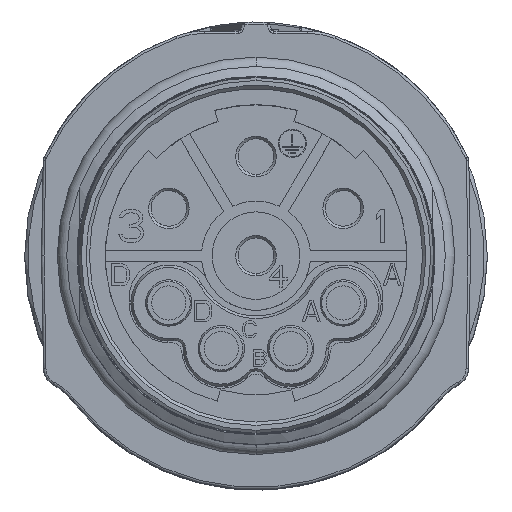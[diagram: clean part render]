
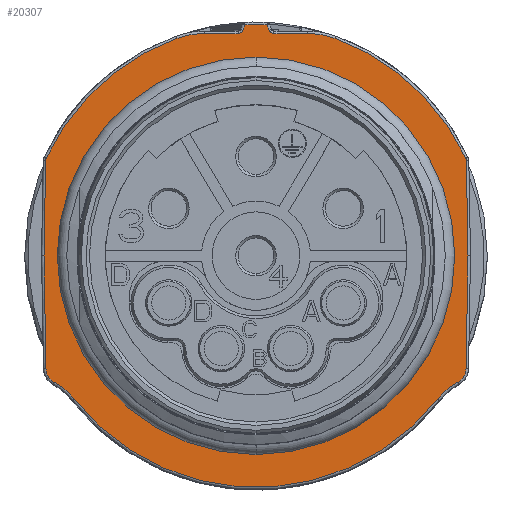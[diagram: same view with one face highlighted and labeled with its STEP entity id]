
A CAD part, top view. The second image highlights one B-rep face of the part: STEP entity #20307.
In plain terms, the highlighted planar face has unit normal (0, 0, 1).
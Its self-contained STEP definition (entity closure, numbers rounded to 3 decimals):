
#6650=CARTESIAN_POINT('',(3.124,8.6,-0.05));
#6651=DIRECTION('',(0.,0.,1.));
#6652=DIRECTION('',(0.341,0.94,0.));
#6653=AXIS2_PLACEMENT_3D('',#6650,#6651,#6652);
#6655=CARTESIAN_POINT('',(0.,0.,-0.05));
#6656=DIRECTION('',(0.,0.,1.));
#6657=DIRECTION('',(0.907,0.422,0.));
#6658=AXIS2_PLACEMENT_3D('',#6655,#6656,#6657);
#6660=CARTESIAN_POINT('',(12.374,5.762,-0.05));
#6661=DIRECTION('',(0.,0.,1.));
#6662=DIRECTION('',(1.,0.017,0.));
#6663=AXIS2_PLACEMENT_3D('',#6660,#6661,#6662);
#6665=DIRECTION('',(-0.017,1.,0.));
#6666=VECTOR('',#6665,5.769);
#6667=CARTESIAN_POINT('',(12.825,0.,-0.05));
#6668=LINE('',#6667,#6666);
#6669=DIRECTION('',(0.017,1.,0.));
#6670=VECTOR('',#6669,6.818);
#6671=CARTESIAN_POINT('',(12.706,-6.817,-0.05));
#6672=LINE('',#6671,#6670);
#6673=CARTESIAN_POINT('',(11.756,-6.8,-0.05));
#6674=DIRECTION('',(0.,0.,1.));
#6675=DIRECTION('',(0.487,-0.873,0.));
#6676=AXIS2_PLACEMENT_3D('',#6673,#6674,#6675);
#6678=CARTESIAN_POINT('',(14.239,-11.255,-0.05));
#6679=DIRECTION('',(0.,0.,-1.));
#6680=DIRECTION('',(-0.785,0.62,0.));
#6681=AXIS2_PLACEMENT_3D('',#6678,#6679,#6680);
#6683=CARTESIAN_POINT('',(0.,0.,-0.05));
#6684=DIRECTION('',(0.,0.,1.));
#6685=DIRECTION('',(-0.785,-0.62,0.));
#6686=AXIS2_PLACEMENT_3D('',#6683,#6684,#6685);
#6688=CARTESIAN_POINT('',(-14.239,-11.255,-0.05));
#6689=DIRECTION('',(0.,0.,-1.));
#6690=DIRECTION('',(0.487,0.873,0.));
#6691=AXIS2_PLACEMENT_3D('',#6688,#6689,#6690);
#6693=CARTESIAN_POINT('',(-11.756,-6.8,-0.05));
#6694=DIRECTION('',(0.,0.,1.));
#6695=DIRECTION('',(-1.,-0.017,0.));
#6696=AXIS2_PLACEMENT_3D('',#6693,#6694,#6695);
#6698=DIRECTION('',(0.017,-1.,0.));
#6699=VECTOR('',#6698,6.818);
#6700=CARTESIAN_POINT('',(-12.825,0.,-0.05));
#6701=LINE('',#6700,#6699);
#6702=DIRECTION('',(-0.017,-1.,0.));
#6703=VECTOR('',#6702,5.769);
#6704=CARTESIAN_POINT('',(-12.724,5.768,-0.05));
#6705=LINE('',#6704,#6703);
#6706=CARTESIAN_POINT('',(-12.374,5.762,-0.05));
#6707=DIRECTION('',(0.,0.,1.));
#6708=DIRECTION('',(-0.907,0.422,0.));
#6709=AXIS2_PLACEMENT_3D('',#6706,#6707,#6708);
#6711=CARTESIAN_POINT('',(0.,0.,-0.05));
#6712=DIRECTION('',(0.,0.,1.));
#6713=DIRECTION('',(-0.341,0.94,0.));
#6714=AXIS2_PLACEMENT_3D('',#6711,#6712,#6713);
#6716=CARTESIAN_POINT('',(-3.124,8.6,-0.05));
#6717=DIRECTION('',(0.,0.,1.));
#6718=DIRECTION('',(0.,1.,0.));
#6719=AXIS2_PLACEMENT_3D('',#6716,#6717,#6718);
#6721=DIRECTION('',(-1.,0.,0.));
#6722=VECTOR('',#6721,2.039);
#6723=CARTESIAN_POINT('',(-1.085,13.45,-0.05));
#6724=LINE('',#6723,#6722);
#6725=CARTESIAN_POINT('',(-0.798,13.649,
-0.05));
#6726=CARTESIAN_POINT('',(-0.806,13.626,
-0.05));
#6727=CARTESIAN_POINT('',(-0.828,13.583,
-0.05));
#6728=CARTESIAN_POINT('',(-0.878,13.526,
-0.05));
#6729=CARTESIAN_POINT('',(-0.939,13.483,
-0.05));
#6730=CARTESIAN_POINT('',(-1.01,13.456,
-0.05));
#6731=CARTESIAN_POINT('',(-1.06,13.45,
-0.05));
#6732=CARTESIAN_POINT('',(-1.085,13.45,-0.05));
#6734=CARTESIAN_POINT('',(-0.676,13.984,-0.05));
#6735=CARTESIAN_POINT('',(-0.717,13.872,-0.05));
#6736=CARTESIAN_POINT('',(-0.757,13.76,
-0.05));
#6737=CARTESIAN_POINT('',(-0.798,13.649,
-0.05));
#6739=CARTESIAN_POINT('',(0.,0.,-0.05));
#6740=DIRECTION('',(0.,0.,1.));
#6741=DIRECTION('',(0.048,0.999,0.));
#6742=AXIS2_PLACEMENT_3D('',#6739,#6740,#6741);
#6744=CARTESIAN_POINT('',(0.798,13.649,
-0.05));
#6745=CARTESIAN_POINT('',(0.757,13.76,
-0.05));
#6746=CARTESIAN_POINT('',(0.717,13.872,-0.05));
#6747=CARTESIAN_POINT('',(0.676,13.984,-0.05));
#6749=CARTESIAN_POINT('',(1.085,13.45,-0.05));
#6750=CARTESIAN_POINT('',(1.06,13.45,
-0.05));
#6751=CARTESIAN_POINT('',(1.01,13.456,
-0.05));
#6752=CARTESIAN_POINT('',(0.939,13.483,
-0.05));
#6753=CARTESIAN_POINT('',(0.877,13.526,
-0.05));
#6754=CARTESIAN_POINT('',(0.828,13.583,
-0.05));
#6755=CARTESIAN_POINT('',(0.806,13.626,
-0.05));
#6756=CARTESIAN_POINT('',(0.798,13.649,
-0.05));
#6758=DIRECTION('',(-1.,0.,0.));
#6759=VECTOR('',#6758,2.039);
#6760=CARTESIAN_POINT('',(3.124,13.45,-0.05));
#6761=LINE('',#6760,#6759);
#6762=CARTESIAN_POINT('',(0.,0.,-0.05));
#6763=DIRECTION('',(0.,0.,-1.));
#6764=DIRECTION('',(0.,-1.,0.));
#6765=AXIS2_PLACEMENT_3D('',#6762,#6763,#6764);
#6767=CARTESIAN_POINT('',(0.,0.,-0.05));
#6768=DIRECTION('',(0.,0.,-1.));
#6769=DIRECTION('',(0.,1.,0.));
#6770=AXIS2_PLACEMENT_3D('',#6767,#6768,#6769);
#9360=CARTESIAN_POINT('',(4.781,13.158,-0.05));
#9361=CARTESIAN_POINT('',(3.124,13.45,-0.05));
#9362=VERTEX_POINT('',#9360);
#9363=VERTEX_POINT('',#9361);
#9368=CARTESIAN_POINT('',(-1.085,13.45,-0.05));
#9369=CARTESIAN_POINT('',(-3.124,13.45,-0.05));
#9370=VERTEX_POINT('',#9368);
#9371=VERTEX_POINT('',#9369);
#9376=VERTEX_POINT('',#6749);
#9377=VERTEX_POINT('',#6756);
#9380=VERTEX_POINT('',#6747);
#9385=CARTESIAN_POINT('',(-4.781,13.158,-0.05));
#9386=CARTESIAN_POINT('',(-12.692,5.91,-0.05));
#9387=VERTEX_POINT('',#9385);
#9388=VERTEX_POINT('',#9386);
#9397=VERTEX_POINT('',#6734);
#9398=VERTEX_POINT('',#6737);
#9401=CARTESIAN_POINT('',(-12.825,0.,-0.05));
#9402=CARTESIAN_POINT('',(-12.706,-6.817,-0.05));
#9403=VERTEX_POINT('',#9401);
#9404=VERTEX_POINT('',#9402);
#9409=CARTESIAN_POINT('',(-12.219,-7.63,-0.05));
#9410=VERTEX_POINT('',#9409);
#9413=CARTESIAN_POINT('',(-10.983,-8.681,-0.05));
#9414=VERTEX_POINT('',#9413);
#9417=CARTESIAN_POINT('',(10.983,-8.681,-0.05));
#9418=VERTEX_POINT('',#9417);
#9421=CARTESIAN_POINT('',(12.219,-7.63,-0.05));
#9422=VERTEX_POINT('',#9421);
#9425=CARTESIAN_POINT('',(12.706,-6.817,-0.05));
#9426=VERTEX_POINT('',#9425);
#9429=CARTESIAN_POINT('',(12.825,0.,-0.05));
#9430=VERTEX_POINT('',#9429);
#9433=CARTESIAN_POINT('',(12.692,5.91,-0.05));
#9434=VERTEX_POINT('',#9433);
#9477=CARTESIAN_POINT('',(0.,-11.6,-0.05));
#9478=CARTESIAN_POINT('',(0.,11.6,-0.05));
#9479=VERTEX_POINT('',#9477);
#9480=VERTEX_POINT('',#9478);
#9487=CARTESIAN_POINT('',(-12.724,5.768,-0.05));
#9488=VERTEX_POINT('',#9487);
#9489=CARTESIAN_POINT('',(12.724,5.768,-0.05));
#9490=VERTEX_POINT('',#9489);
#20252=CARTESIAN_POINT('',(0.,0.,-0.05));
#20253=DIRECTION('',(0.,0.,1.));
#20254=DIRECTION('',(1.,0.,0.));
#20255=AXIS2_PLACEMENT_3D('',#20252,#20253,#20254);
#20256=PLANE('',#20255);
#20258=ORIENTED_EDGE('',*,*,#20257,.F.);
#20260=ORIENTED_EDGE('',*,*,#20259,.F.);
#20262=ORIENTED_EDGE('',*,*,#20261,.F.);
#20264=ORIENTED_EDGE('',*,*,#20263,.F.);
#20266=ORIENTED_EDGE('',*,*,#20265,.F.);
#20268=ORIENTED_EDGE('',*,*,#20267,.F.);
#20270=ORIENTED_EDGE('',*,*,#20269,.F.);
#20272=ORIENTED_EDGE('',*,*,#20271,.F.);
#20274=ORIENTED_EDGE('',*,*,#20273,.F.);
#20276=ORIENTED_EDGE('',*,*,#20275,.F.);
#20278=ORIENTED_EDGE('',*,*,#20277,.F.);
#20280=ORIENTED_EDGE('',*,*,#20279,.F.);
#20282=ORIENTED_EDGE('',*,*,#20281,.F.);
#20284=ORIENTED_EDGE('',*,*,#20283,.F.);
#20286=ORIENTED_EDGE('',*,*,#20285,.F.);
#20288=ORIENTED_EDGE('',*,*,#20287,.F.);
#20290=ORIENTED_EDGE('',*,*,#20289,.F.);
#20292=ORIENTED_EDGE('',*,*,#20291,.F.);
#20294=ORIENTED_EDGE('',*,*,#20293,.F.);
#20296=ORIENTED_EDGE('',*,*,#20295,.F.);
#20298=ORIENTED_EDGE('',*,*,#20297,.F.);
#20300=ORIENTED_EDGE('',*,*,#20299,.F.);
#20301=EDGE_LOOP('',(#20258,#20260,#20262,#20264,#20266,#20268,#20270,#20272,
#20274,#20276,#20278,#20280,#20282,#20284,#20286,#20288,#20290,#20292,#20294,
#20296,#20298,#20300));
#20302=FACE_OUTER_BOUND('',#20301,.F.);
#20303=ORIENTED_EDGE('',*,*,#11109,.F.);
#20304=ORIENTED_EDGE('',*,*,#11124,.F.);
#20305=EDGE_LOOP('',(#20303,#20304));
#20306=FACE_BOUND('',#20305,.F.);
#6654=CIRCLE('',#6653,4.85);
#6659=CIRCLE('',#6658,14.);
#6664=CIRCLE('',#6663,0.35);
#6677=CIRCLE('',#6676,0.95);
#6682=CIRCLE('',#6681,4.15);
#6687=CIRCLE('',#6686,14.);
#6692=CIRCLE('',#6691,4.15);
#6697=CIRCLE('',#6696,0.95);
#6710=CIRCLE('',#6709,0.35);
#6715=CIRCLE('',#6714,14.);
#6720=CIRCLE('',#6719,4.85);
#6733=B_SPLINE_CURVE_WITH_KNOTS('',3,(#6725,#6726,#6727,#6728,#6729,#6730,#6731,
#6732),.UNSPECIFIED.,.F.,.F.,(4,1,1,1,1,4),(0.,0.2,0.4,0.6,0.8,1.),
.UNSPECIFIED.);
#6738=B_SPLINE_CURVE_WITH_KNOTS('',3,(#6734,#6735,#6736,#6737),.UNSPECIFIED.,
.F.,.F.,(4,4),(0.,1.),.UNSPECIFIED.);
#6743=CIRCLE('',#6742,14.);
#6748=B_SPLINE_CURVE_WITH_KNOTS('',3,(#6744,#6745,#6746,#6747),.UNSPECIFIED.,
.F.,.F.,(4,4),(0.,1.),.UNSPECIFIED.);
#6757=B_SPLINE_CURVE_WITH_KNOTS('',3,(#6749,#6750,#6751,#6752,#6753,#6754,#6755,
#6756),.UNSPECIFIED.,.F.,.F.,(4,1,1,1,1,4),(0.,0.2,0.4,0.6,0.8,1.),
.UNSPECIFIED.);
#6766=CIRCLE('',#6765,11.6);
#6771=CIRCLE('',#6770,11.6);
#11109=EDGE_CURVE('',#9479,#9480,#6766,.T.);
#11124=EDGE_CURVE('',#9480,#9479,#6771,.T.);
#20257=EDGE_CURVE('',#9362,#9363,#6654,.T.);
#20259=EDGE_CURVE('',#9434,#9362,#6659,.T.);
#20261=EDGE_CURVE('',#9490,#9434,#6664,.T.);
#20263=EDGE_CURVE('',#9430,#9490,#6668,.T.);
#20265=EDGE_CURVE('',#9426,#9430,#6672,.T.);
#20267=EDGE_CURVE('',#9422,#9426,#6677,.T.);
#20269=EDGE_CURVE('',#9418,#9422,#6682,.T.);
#20271=EDGE_CURVE('',#9414,#9418,#6687,.T.);
#20273=EDGE_CURVE('',#9410,#9414,#6692,.T.);
#20275=EDGE_CURVE('',#9404,#9410,#6697,.T.);
#20277=EDGE_CURVE('',#9403,#9404,#6701,.T.);
#20279=EDGE_CURVE('',#9488,#9403,#6705,.T.);
#20281=EDGE_CURVE('',#9388,#9488,#6710,.T.);
#20283=EDGE_CURVE('',#9387,#9388,#6715,.T.);
#20285=EDGE_CURVE('',#9371,#9387,#6720,.T.);
#20287=EDGE_CURVE('',#9370,#9371,#6724,.T.);
#20289=EDGE_CURVE('',#9398,#9370,#6733,.T.);
#20291=EDGE_CURVE('',#9397,#9398,#6738,.T.);
#20293=EDGE_CURVE('',#9380,#9397,#6743,.T.);
#20295=EDGE_CURVE('',#9377,#9380,#6748,.T.);
#20297=EDGE_CURVE('',#9376,#9377,#6757,.T.);
#20299=EDGE_CURVE('',#9363,#9376,#6761,.T.);
#20307=ADVANCED_FACE('',(#20302,#20306),#20256,.T.);
